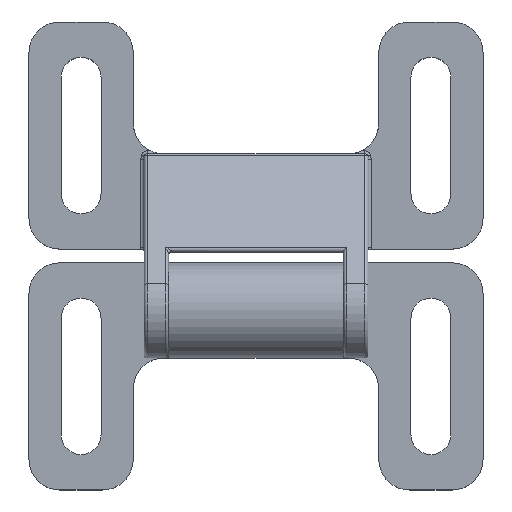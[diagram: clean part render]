
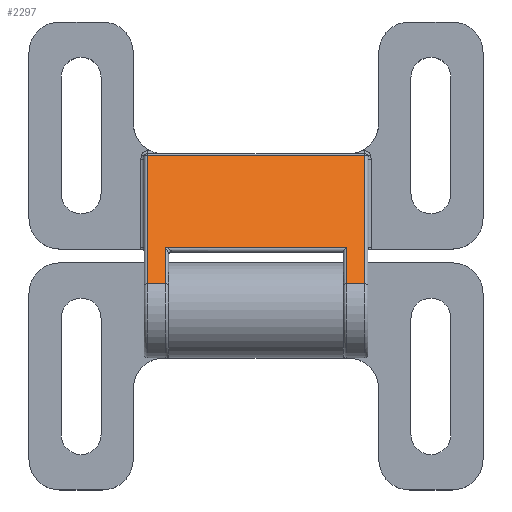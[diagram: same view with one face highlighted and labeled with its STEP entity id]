
A CAD part, top view. The second image highlights one B-rep face of the part: STEP entity #2297.
In plain terms, the highlighted face is planar.
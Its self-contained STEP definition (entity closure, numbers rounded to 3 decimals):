
#1356=CARTESIAN_POINT('',(0.278,14.75,17.694));
#1357=VERTEX_POINT('',#1356);
#1400=CARTESIAN_POINT('',(0.278,-14.75,17.694));
#1401=VERTEX_POINT('',#1400);
#1409=CARTESIAN_POINT('',(0.278,-14.75,17.694));
#1410=DIRECTION('',(0.0,1.0,0.0));
#1411=VECTOR('',#1410,29.5);
#1412=LINE('',#1409,#1411);
#1413=EDGE_CURVE('',#1401,#1357,#1412,.T.);
#1489=CARTESIAN_POINT('',(-5.688,-14.75,21.689));
#1490=VERTEX_POINT('',#1489);
#1530=CARTESIAN_POINT('',(-5.688,-14.75,21.689));
#1531=DIRECTION('',(0.831,0.0,-0.556));
#1532=VECTOR('',#1531,7.18);
#1533=LINE('',#1530,#1532);
#1534=EDGE_CURVE('',#1490,#1401,#1533,.T.);
#1579=CARTESIAN_POINT('',(-5.688,14.75,21.689));
#1580=VERTEX_POINT('',#1579);
#1612=CARTESIAN_POINT('',(0.278,14.75,17.694));
#1613=DIRECTION('',(-0.831,0.0,0.556));
#1614=VECTOR('',#1613,7.18);
#1615=LINE('',#1612,#1614);
#1616=EDGE_CURVE('',#1357,#1580,#1615,.T.);
#2009=CARTESIAN_POINT('',(15.323,17.75,7.618));
#2010=VERTEX_POINT('',#2009);
#2042=CARTESIAN_POINT('',(-5.688,17.75,21.689));
#2043=VERTEX_POINT('',#2042);
#2051=CARTESIAN_POINT('',(-5.688,17.75,21.689));
#2052=DIRECTION('',(0.831,0.,-0.556));
#2053=VECTOR('',#2052,25.287);
#2054=LINE('',#2051,#2053);
#2055=EDGE_CURVE('',#2043,#2010,#2054,.T.);
#2208=CARTESIAN_POINT('',(15.323,-17.75,7.618));
#2209=VERTEX_POINT('',#2208);
#2210=CARTESIAN_POINT('',(15.323,17.75,7.618));
#2211=DIRECTION('',(0.0,-1.0,0.0));
#2212=VECTOR('',#2211,35.5);
#2213=LINE('',#2210,#2212);
#2214=EDGE_CURVE('',#2010,#2209,#2213,.T.);
#2265=CARTESIAN_POINT('',(-5.688,-18.25,21.689));
#2266=DIRECTION('',(0.556,0.,0.831));
#2267=DIRECTION('',(0.831,0.,-0.556));
#2268=AXIS2_PLACEMENT_3D('',#2265,#2266,#2267);
#2269=PLANE('',#2268);
#2270=ORIENTED_EDGE('',*,*,#1534,.F.);
#2271=CARTESIAN_POINT('',(-5.688,-17.75,21.689));
#2272=VERTEX_POINT('',#2271);
#2273=CARTESIAN_POINT('',(-5.688,-17.75,21.689));
#2274=DIRECTION('',(0.0,1.0,0.0));
#2275=VECTOR('',#2274,3.);
#2276=LINE('',#2273,#2275);
#2277=EDGE_CURVE('',#2272,#1490,#2276,.T.);
#2278=ORIENTED_EDGE('',*,*,#2277,.F.);
#2279=CARTESIAN_POINT('',(15.323,-17.75,7.618));
#2280=DIRECTION('',(-0.831,0.,0.556));
#2281=VECTOR('',#2280,25.287);
#2282=LINE('',#2279,#2281);
#2283=EDGE_CURVE('',#2209,#2272,#2282,.T.);
#2284=ORIENTED_EDGE('',*,*,#2283,.F.);
#2285=ORIENTED_EDGE('',*,*,#2214,.F.);
#2286=ORIENTED_EDGE('',*,*,#2055,.F.);
#2287=CARTESIAN_POINT('',(-5.688,17.75,21.689));
#2288=DIRECTION('',(0.0,-1.0,0.0));
#2289=VECTOR('',#2288,3.);
#2290=LINE('',#2287,#2289);
#2291=EDGE_CURVE('',#2043,#1580,#2290,.T.);
#2292=ORIENTED_EDGE('',*,*,#2291,.T.);
#2293=ORIENTED_EDGE('',*,*,#1616,.F.);
#2294=ORIENTED_EDGE('',*,*,#1413,.F.);
#2295=EDGE_LOOP('',(#2270,#2278,#2284,#2285,#2286,#2292,#2293,#2294));
#2296=FACE_OUTER_BOUND('',#2295,.T.);
#2297=ADVANCED_FACE('',(#2296),#2269,.T.);
